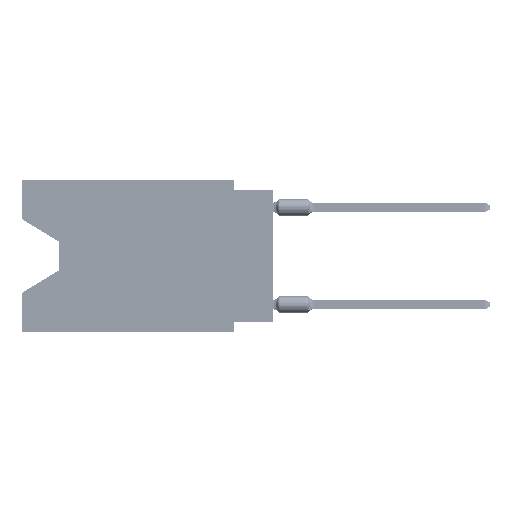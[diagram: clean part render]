
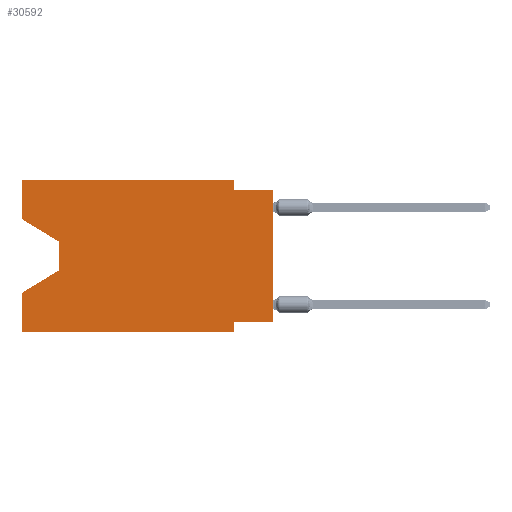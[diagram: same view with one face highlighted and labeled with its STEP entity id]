
A CAD part, left-side view. The second image highlights one B-rep face of the part: STEP entity #30592.
In plain terms, the highlighted planar face has unit normal (-1, 0, 0).
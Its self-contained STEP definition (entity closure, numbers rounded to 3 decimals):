
#178 = DIRECTION ( 'NONE',  ( 0., 0., -1. ) ) ;
#269 = CARTESIAN_POINT ( 'NONE',  ( 0., 2.54, -9.906 ) ) ;
#612 = VECTOR ( 'NONE', #53470, 1000. ) ;
#772 = ORIENTED_EDGE ( 'NONE', *, *, #10571, .F. ) ;
#1021 = ORIENTED_EDGE ( 'NONE', *, *, #22032, .F. ) ;
#1031 = EDGE_LOOP ( 'NONE', ( #10335, #24810, #65625, #11171, #20871, #67267, #772, #57032, #35190, #35864, #1021, #17433 ) ) ;
#1032 = CARTESIAN_POINT ( 'NONE',  ( 0., 16.383, 0. ) ) ;
#2556 = EDGE_CURVE ( 'NONE', #35612, #59952, #53131, .T. ) ;
#3800 = EDGE_CURVE ( 'NONE', #19081, #10716, #68188, .T. ) ;
#4936 = LINE ( 'NONE', #22387, #612 ) ;
#5066 = VERTEX_POINT ( 'NONE', #53605 ) ;
#5304 = CARTESIAN_POINT ( 'NONE',  ( 0., 2.54, 0. ) ) ;
#6373 = VECTOR ( 'NONE', #55669, 1000. ) ;
#6502 = VECTOR ( 'NONE', #62929, 1000. ) ;
#6570 = VECTOR ( 'NONE', #31530, 1000. ) ;
#7592 = LINE ( 'NONE', #54733, #65964 ) ;
#8792 = CARTESIAN_POINT ( 'NONE',  ( 0., 16.383, -2.546 ) ) ;
#9072 = LINE ( 'NONE', #68085, #56520 ) ;
#9412 = DIRECTION ( 'NONE',  ( 0., 0.855, -0.519 ) ) ;
#9984 = CARTESIAN_POINT ( 'NONE',  ( 0., 2.54, 0. ) ) ;
#10335 = ORIENTED_EDGE ( 'NONE', *, *, #63590, .T. ) ;
#10571 = EDGE_CURVE ( 'NONE', #39576, #5066, #36414, .T. ) ;
#10716 = VERTEX_POINT ( 'NONE', #65736 ) ;
#10918 = VECTOR ( 'NONE', #37405, 1000. ) ;
#11171 = ORIENTED_EDGE ( 'NONE', *, *, #3800, .F. ) ;
#12472 = DIRECTION ( 'NONE',  ( 0., -1., 0. ) ) ;
#14410 = CARTESIAN_POINT ( 'NONE',  ( 0., 16.383, -2.546 ) ) ;
#15237 = CARTESIAN_POINT ( 'NONE',  ( 0., 16.383, -9.906 ) ) ;
#17433 = ORIENTED_EDGE ( 'NONE', *, *, #21298, .F. ) ;
#19069 = DIRECTION ( 'NONE',  ( 0., 0., -1. ) ) ;
#19081 = VERTEX_POINT ( 'NONE', #15237 ) ;
#19225 = DIRECTION ( 'NONE',  ( 0., 0., 1. ) ) ;
#20345 = CARTESIAN_POINT ( 'NONE',  ( 0., 16.383, 0. ) ) ;
#20871 = ORIENTED_EDGE ( 'NONE', *, *, #67981, .T. ) ;
#21298 = EDGE_CURVE ( 'NONE', #32536, #49619, #39125, .T. ) ;
#22032 = EDGE_CURVE ( 'NONE', #49619, #35612, #22862, .T. ) ;
#22387 = CARTESIAN_POINT ( 'NONE',  ( 0., 0., 0. ) ) ;
#22862 = LINE ( 'NONE', #65816, #6373 ) ;
#24810 = ORIENTED_EDGE ( 'NONE', *, *, #51194, .T. ) ;
#25680 = VERTEX_POINT ( 'NONE', #28560 ) ;
#26629 = VECTOR ( 'NONE', #48259, 1000. ) ;
#26644 = VECTOR ( 'NONE', #56956, 1000. ) ;
#27590 = LINE ( 'NONE', #43986, #52649 ) ;
#28560 = CARTESIAN_POINT ( 'NONE',  ( 0., 13.97, -5.893 ) ) ;
#28645 = CARTESIAN_POINT ( 'NONE',  ( 0., 16.383, 0. ) ) ;
#29174 = LINE ( 'NONE', #65508, #66661 ) ;
#29540 = EDGE_CURVE ( 'NONE', #39576, #62852, #4936, .T. ) ;
#30592 = ADVANCED_FACE ( 'NONE', ( #47672 ), #58491, .F. ) ;
#31530 = DIRECTION ( 'NONE',  ( 0., 1., 0. ) ) ;
#32536 = VERTEX_POINT ( 'NONE', #8792 ) ;
#33315 = CARTESIAN_POINT ( 'NONE',  ( 0., 13.97, -4.013 ) ) ;
#33466 = VERTEX_POINT ( 'NONE', #47950 ) ;
#35177 = EDGE_CURVE ( 'NONE', #5066, #33466, #58931, .T. ) ;
#35190 = ORIENTED_EDGE ( 'NONE', *, *, #40585, .F. ) ;
#35612 = VERTEX_POINT ( 'NONE', #9984 ) ;
#35864 = ORIENTED_EDGE ( 'NONE', *, *, #2556, .F. ) ;
#36074 = CARTESIAN_POINT ( 'NONE',  ( 0., 0., -9.271 ) ) ;
#36414 = LINE ( 'NONE', #36074, #6570 ) ;
#36840 = CARTESIAN_POINT ( 'NONE',  ( 0., 0., -9.271 ) ) ;
#37405 = DIRECTION ( 'NONE',  ( 0., 0., -1. ) ) ;
#38438 = VERTEX_POINT ( 'NONE', #33315 ) ;
#39125 = LINE ( 'NONE', #28645, #41009 ) ;
#39576 = VERTEX_POINT ( 'NONE', #36840 ) ;
#40585 = EDGE_CURVE ( 'NONE', #59952, #62852, #27590, .T. ) ;
#41009 = VECTOR ( 'NONE', #19225, 1000. ) ;
#43986 = CARTESIAN_POINT ( 'NONE',  ( 0., 0., -0.635 ) ) ;
#47672 = FACE_OUTER_BOUND ( 'NONE', #1031, .T. ) ;
#47950 = CARTESIAN_POINT ( 'NONE',  ( 0., 2.54, -9.906 ) ) ;
#48017 = CARTESIAN_POINT ( 'NONE',  ( 0., 16.383, 0. ) ) ;
#48259 = DIRECTION ( 'NONE',  ( 0., 0., 1. ) ) ;
#49477 = AXIS2_PLACEMENT_3D ( 'NONE', #48017, #68635, #178 ) ;
#49619 = VERTEX_POINT ( 'NONE', #1032 ) ;
#50560 = EDGE_CURVE ( 'NONE', #25680, #10716, #9072, .T. ) ;
#51194 = EDGE_CURVE ( 'NONE', #38438, #25680, #29174, .T. ) ;
#52649 = VECTOR ( 'NONE', #65638, 1000. ) ;
#53131 = LINE ( 'NONE', #5304, #10918 ) ;
#53470 = DIRECTION ( 'NONE',  ( 0., 0., 1. ) ) ;
#53605 = CARTESIAN_POINT ( 'NONE',  ( 0., 2.54, -9.271 ) ) ;
#54689 = CARTESIAN_POINT ( 'NONE',  ( 0., 0., -0.635 ) ) ;
#54733 = CARTESIAN_POINT ( 'NONE',  ( 0., 16.383, -9.906 ) ) ;
#55669 = DIRECTION ( 'NONE',  ( 0., -1., 0. ) ) ;
#56520 = VECTOR ( 'NONE', #9412, 1000. ) ;
#56956 = DIRECTION ( 'NONE',  ( 0., 0., -1. ) ) ;
#57032 = ORIENTED_EDGE ( 'NONE', *, *, #29540, .T. ) ;
#58491 = PLANE ( 'NONE',  #49477 ) ;
#58931 = LINE ( 'NONE', #269, #26644 ) ;
#59952 = VERTEX_POINT ( 'NONE', #67472 ) ;
#62852 = VERTEX_POINT ( 'NONE', #54689 ) ;
#62929 = DIRECTION ( 'NONE',  ( 0., -0.855, -0.519 ) ) ;
#63590 = EDGE_CURVE ( 'NONE', #32536, #38438, #67486, .T. ) ;
#65508 = CARTESIAN_POINT ( 'NONE',  ( 0., 13.97, -4.013 ) ) ;
#65625 = ORIENTED_EDGE ( 'NONE', *, *, #50560, .T. ) ;
#65638 = DIRECTION ( 'NONE',  ( 0., -1., 0. ) ) ;
#65736 = CARTESIAN_POINT ( 'NONE',  ( 0., 16.383, -7.36 ) ) ;
#65816 = CARTESIAN_POINT ( 'NONE',  ( 0., 16.383, 0. ) ) ;
#65964 = VECTOR ( 'NONE', #12472, 1000. ) ;
#66661 = VECTOR ( 'NONE', #19069, 1000. ) ;
#67267 = ORIENTED_EDGE ( 'NONE', *, *, #35177, .F. ) ;
#67472 = CARTESIAN_POINT ( 'NONE',  ( 0., 2.54, -0.635 ) ) ;
#67486 = LINE ( 'NONE', #14410, #6502 ) ;
#67981 = EDGE_CURVE ( 'NONE', #19081, #33466, #7592, .T. ) ;
#68085 = CARTESIAN_POINT ( 'NONE',  ( 0., 13.97, -5.893 ) ) ;
#68188 = LINE ( 'NONE', #20345, #26629 ) ;
#68635 = DIRECTION ( 'NONE',  ( 1., 0., 0. ) ) ;
